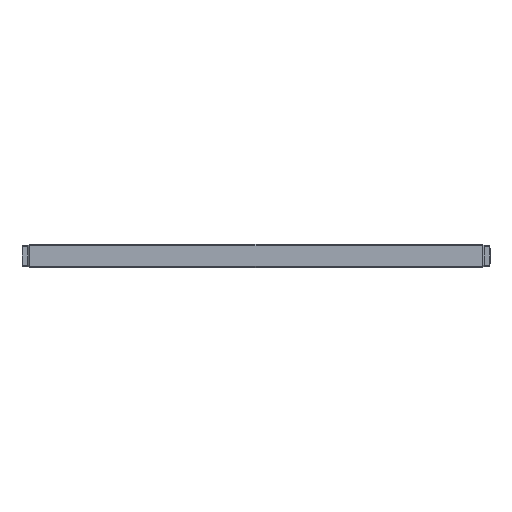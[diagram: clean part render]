
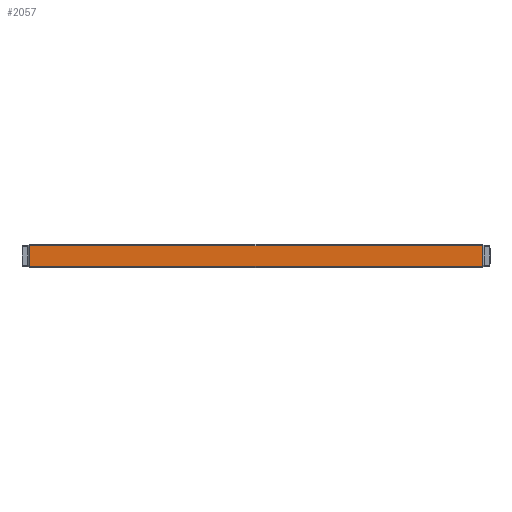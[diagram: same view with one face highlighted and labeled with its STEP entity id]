
A CAD part, front view. The second image highlights one B-rep face of the part: STEP entity #2057.
In plain terms, the highlighted face is planar.
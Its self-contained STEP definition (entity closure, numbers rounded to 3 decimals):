
#2057=ADVANCED_FACE('',(#2789),#2622,.T.);
#2622=PLANE('',#10515);
#2789=FACE_OUTER_BOUND('',#3178,.T.);
#3178=EDGE_LOOP('',(#4018,#4019,#4020,#4021,#4022,#4023,#4024,#4025));
#4018=ORIENTED_EDGE('',*,*,#7903,.T.);
#4019=ORIENTED_EDGE('',*,*,#7904,.F.);
#4020=ORIENTED_EDGE('',*,*,#7905,.T.);
#4021=ORIENTED_EDGE('',*,*,#7906,.T.);
#4022=ORIENTED_EDGE('',*,*,#7907,.T.);
#4023=ORIENTED_EDGE('',*,*,#7908,.F.);
#4024=ORIENTED_EDGE('',*,*,#7909,.T.);
#4025=ORIENTED_EDGE('',*,*,#7910,.T.);
#6898=VERTEX_POINT('',#15387);
#6899=VERTEX_POINT('',#15388);
#6900=VERTEX_POINT('',#15390);
#6901=VERTEX_POINT('',#15392);
#6902=VERTEX_POINT('',#15394);
#6903=VERTEX_POINT('',#15396);
#6904=VERTEX_POINT('',#15398);
#6905=VERTEX_POINT('',#15400);
#7903=EDGE_CURVE('',#6898,#6899,#9341,.T.);
#7904=EDGE_CURVE('',#6900,#6899,#9342,.T.);
#7905=EDGE_CURVE('',#6900,#6901,#9343,.T.);
#7906=EDGE_CURVE('',#6901,#6902,#9344,.T.);
#7907=EDGE_CURVE('',#6902,#6903,#9345,.T.);
#7908=EDGE_CURVE('',#6904,#6903,#9346,.T.);
#7909=EDGE_CURVE('',#6904,#6905,#9347,.T.);
#7910=EDGE_CURVE('',#6905,#6898,#9348,.T.);
#9341=LINE('',#15386,#9942);
#9342=LINE('',#15389,#9943);
#9343=LINE('',#15391,#9944);
#9344=LINE('',#15393,#9945);
#9345=LINE('',#15395,#9946);
#9346=LINE('',#15397,#9947);
#9347=LINE('',#15399,#9948);
#9348=LINE('',#15401,#9949);
#9942=VECTOR('',#11955,1.);
#9943=VECTOR('',#11956,1.);
#9944=VECTOR('',#11957,1.);
#9945=VECTOR('',#11958,1.);
#9946=VECTOR('',#11959,1.);
#9947=VECTOR('',#11960,1.);
#9948=VECTOR('',#11961,1.);
#9949=VECTOR('',#11962,1.);
#10515=AXIS2_PLACEMENT_3D('',#15402,#11963,#11964);
#11955=DIRECTION('',(-1.,0.,0.));
#11956=DIRECTION('',(0.577,-0.816,0.));
#11957=DIRECTION('',(0.,1.,0.));
#11958=DIRECTION('',(0.577,0.816,0.));
#11959=DIRECTION('',(1.,0.,0.));
#11960=DIRECTION('',(-0.577,0.816,0.));
#11961=DIRECTION('',(0.,-1.,0.));
#11962=DIRECTION('',(-0.577,-0.816,0.));
#11963=DIRECTION('',(0.,0.,-1.));
#11964=DIRECTION('',(-1.,0.,0.));
#15386=CARTESIAN_POINT('',(-87.5,-4.,-4.5));
#15387=CARTESIAN_POINT('',(86.8,-4.,-4.5));
#15388=CARTESIAN_POINT('',(-86.8,-4.,-4.5));
#15389=CARTESIAN_POINT('',(-87.082,-3.601,-4.5));
#15390=CARTESIAN_POINT('',(-87.,-3.717,-4.5));
#15391=CARTESIAN_POINT('',(-87.,4.,-4.5));
#15392=CARTESIAN_POINT('',(-87.,3.717,-4.5));
#15393=CARTESIAN_POINT('',(-91.04,-1.997,-4.5));
#15394=CARTESIAN_POINT('',(-86.8,4.,-4.5));
#15395=CARTESIAN_POINT('',(-87.5,4.,-4.5));
#15396=CARTESIAN_POINT('',(86.8,4.,-4.5));
#15397=CARTESIAN_POINT('',(87.082,3.601,-4.5));
#15398=CARTESIAN_POINT('',(87.,3.717,-4.5));
#15399=CARTESIAN_POINT('',(87.,-4.5,-4.5));
#15400=CARTESIAN_POINT('',(87.,-3.717,-4.5));
#15401=CARTESIAN_POINT('',(28.464,-86.499,-4.5));
#15402=CARTESIAN_POINT('',(-87.5,-4.5,-4.5));
